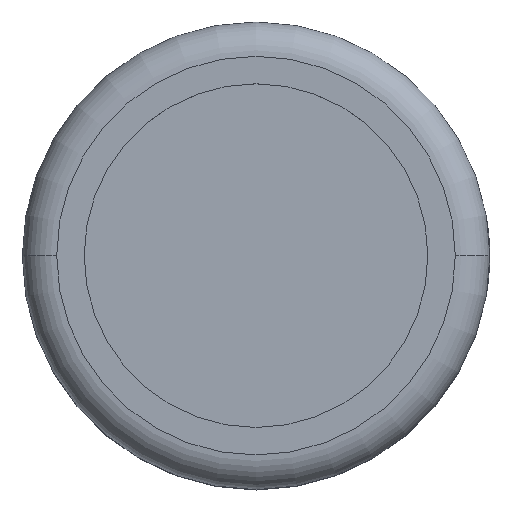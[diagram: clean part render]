
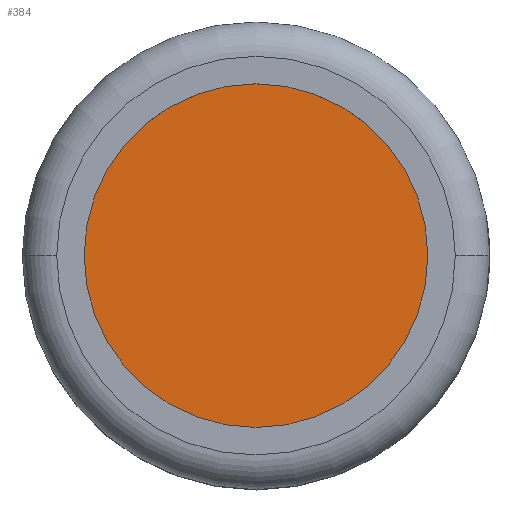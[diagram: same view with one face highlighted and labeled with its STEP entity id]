
A CAD part, top view. The second image highlights one B-rep face of the part: STEP entity #384.
In plain terms, the highlighted planar face has unit normal (0, 0, 1).
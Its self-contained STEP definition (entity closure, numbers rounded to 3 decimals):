
#304=CARTESIAN_POINT('',(2.5,0.0,5.8));
#305=VERTEX_POINT('',#304);
#314=CARTESIAN_POINT('',(-2.5,0.,5.8));
#315=VERTEX_POINT('',#314);
#316=CARTESIAN_POINT('',(0.0,0.0,5.8));
#317=DIRECTION('',(0.0,0.0,1.0));
#318=DIRECTION('',(1.0,0.0,0.0));
#319=AXIS2_PLACEMENT_3D('',#316,#317,#318);
#320=CIRCLE('',#319,2.5);
#321=EDGE_CURVE('',#315,#305,#320,.T.);
#355=CARTESIAN_POINT('',(0.0,0.0,5.8));
#356=DIRECTION('',(0.0,0.0,1.0));
#357=DIRECTION('',(1.0,0.0,0.0));
#358=AXIS2_PLACEMENT_3D('',#355,#356,#357);
#359=CIRCLE('',#358,2.5);
#360=EDGE_CURVE('',#305,#315,#359,.T.);
#375=CARTESIAN_POINT('',(0.0,0.0,5.8));
#376=DIRECTION('',(0.0,0.0,1.0));
#377=DIRECTION('',(1.0,0.0,0.0));
#378=AXIS2_PLACEMENT_3D('',#375,#376,#377);
#379=PLANE('',#378);
#380=ORIENTED_EDGE('',*,*,#360,.T.);
#381=ORIENTED_EDGE('',*,*,#321,.T.);
#382=EDGE_LOOP('',(#380,#381));
#383=FACE_OUTER_BOUND('',#382,.T.);
#384=ADVANCED_FACE('',(#383),#379,.T.);
